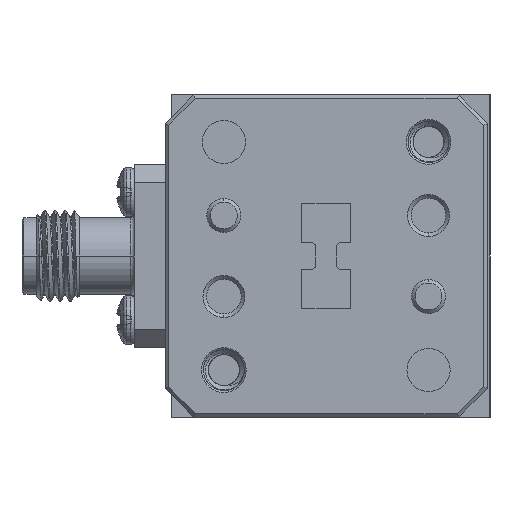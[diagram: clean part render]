
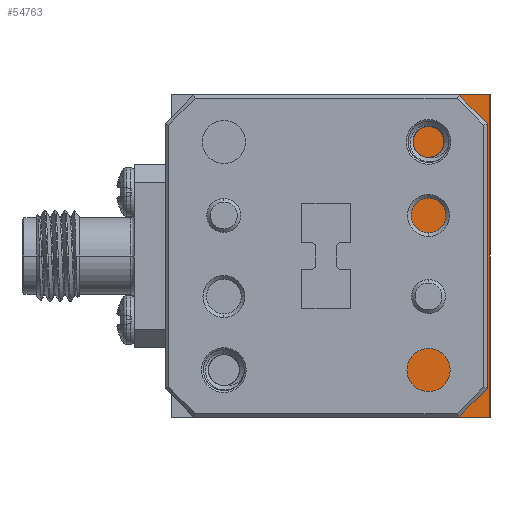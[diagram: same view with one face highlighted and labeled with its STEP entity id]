
A CAD part, left-side view. The second image highlights one B-rep face of the part: STEP entity #54763.
In plain terms, the highlighted planar face has unit normal (-1, 0, 0).
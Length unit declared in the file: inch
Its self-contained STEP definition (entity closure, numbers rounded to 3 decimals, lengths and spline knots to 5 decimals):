
#4055 = VECTOR ( 'NONE', #27637, 39.37008 ) ;
#4895 = ORIENTED_EDGE ( 'NONE', *, *, #63589, .F. ) ;
#7935 = EDGE_CURVE ( 'NONE', #33762, #62115, #71072, .T. ) ;
#9217 = ORIENTED_EDGE ( 'NONE', *, *, #10233, .T. ) ;
#9703 = DIRECTION ( 'NONE',  ( 0., 0., -1. ) ) ;
#10233 = EDGE_CURVE ( 'NONE', #62115, #66970, #13205, .T. ) ;
#11259 = VECTOR ( 'NONE', #68445, 39.37008 ) ;
#11461 = CARTESIAN_POINT ( 'NONE',  ( 1.06769, -0.44807, -0.44094 ) ) ;
#12135 = VERTEX_POINT ( 'NONE', #56445 ) ;
#13205 = LINE ( 'NONE', #46583, #11259 ) ;
#15404 = ORIENTED_EDGE ( 'NONE', *, *, #65703, .F. ) ;
#17350 = DIRECTION ( 'NONE',  ( 1., 0., 0. ) ) ;
#25582 = ORIENTED_EDGE ( 'NONE', *, *, #7935, .T. ) ;
#25903 = DIRECTION ( 'NONE',  ( 0., 0., -1. ) ) ;
#27286 = CARTESIAN_POINT ( 'NONE',  ( 1.06769, 0., 0.44094 ) ) ;
#27637 = DIRECTION ( 'NONE',  ( 0., -1., 0. ) ) ;
#29539 = CARTESIAN_POINT ( 'NONE',  ( 1.06769, 0., 0.68591 ) ) ;
#29730 = EDGE_LOOP ( 'NONE', ( #4895, #25582, #9217, #15404 ) ) ;
#31627 = CARTESIAN_POINT ( 'NONE',  ( 1.06769, -0.21033, 0.68591 ) ) ;
#33762 = VERTEX_POINT ( 'NONE', #46194 ) ;
#37049 = AXIS2_PLACEMENT_3D ( 'NONE', #29539, #17350, #25903 ) ;
#46194 = CARTESIAN_POINT ( 'NONE',  ( 1.06769, -0.21033, 0.44094 ) ) ;
#46583 = CARTESIAN_POINT ( 'NONE',  ( 1.06769, 0., -0.44094 ) ) ;
#50232 = LINE ( 'NONE', #27286, #4055 ) ;
#51555 = CARTESIAN_POINT ( 'NONE',  ( 1.06769, -0.44807, 0.68591 ) ) ;
#54763 = ADVANCED_FACE ( 'NONE', ( #56442 ), #56785, .F. ) ;
#56442 = FACE_OUTER_BOUND ( 'NONE', #29730, .T. ) ;
#56445 = CARTESIAN_POINT ( 'NONE',  ( 1.06769, -0.44807, 0.44094 ) ) ;
#56785 = PLANE ( 'NONE',  #37049 ) ;
#56922 = LINE ( 'NONE', #51555, #65000 ) ;
#57075 = VECTOR ( 'NONE', #9703, 39.37008 ) ;
#59920 = CARTESIAN_POINT ( 'NONE',  ( 1.06769, -0.21033, -0.44094 ) ) ;
#61602 = DIRECTION ( 'NONE',  ( 0., 0., -1. ) ) ;
#62115 = VERTEX_POINT ( 'NONE', #59920 ) ;
#63589 = EDGE_CURVE ( 'NONE', #33762, #12135, #50232, .T. ) ;
#65000 = VECTOR ( 'NONE', #61602, 39.37008 ) ;
#65703 = EDGE_CURVE ( 'NONE', #12135, #66970, #56922, .T. ) ;
#66970 = VERTEX_POINT ( 'NONE', #11461 ) ;
#68445 = DIRECTION ( 'NONE',  ( 0., -1., 0. ) ) ;
#71072 = LINE ( 'NONE', #31627, #57075 ) ;
